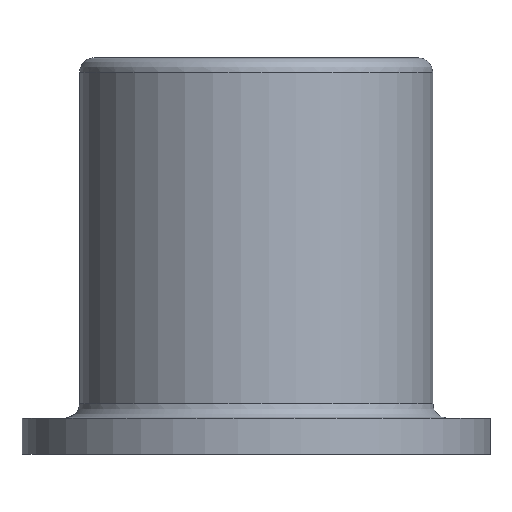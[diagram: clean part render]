
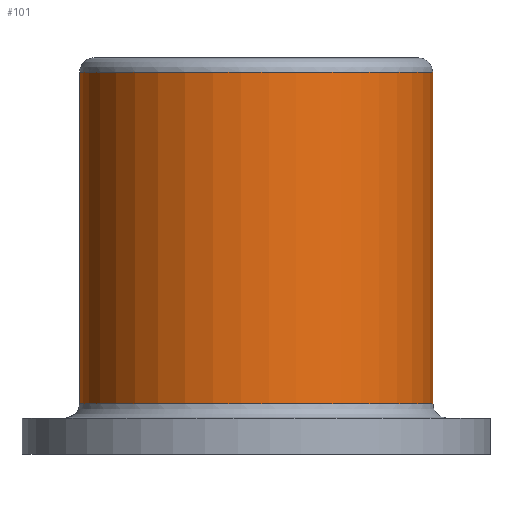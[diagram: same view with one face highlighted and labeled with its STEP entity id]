
A CAD part, front view. The second image highlights one B-rep face of the part: STEP entity #101.
In plain terms, the highlighted free-form (B-spline) face has degree [2, 1] with [7, 2] control points.
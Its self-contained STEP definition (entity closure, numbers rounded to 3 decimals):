
#101 = ADVANCED_FACE('',(#102),#134,.T.);
#102 = FACE_BOUND('',#103,.T.);
#103 = EDGE_LOOP('',(#104,#116,#123,#133));
#104 = ORIENTED_EDGE('',*,*,#105,.T.);
#105 = EDGE_CURVE('',#106,#106,#108,.T.);
#106 = VERTEX_POINT('',#107);
#107 = CARTESIAN_POINT('',(-2.478,0.,5.866));
#108 = ( BOUNDED_CURVE() B_SPLINE_CURVE(2,(#109,#110,#111,#112,#113,#114
,#115),.UNSPECIFIED.,.T.,.F.) B_SPLINE_CURVE_WITH_KNOTS((1,2,2,2,2,1),(
    -2.094,0.,2.094,4.189,6.283,
8.378),.UNSPECIFIED.) CURVE() GEOMETRIC_REPRESENTATION_ITEM() 
RATIONAL_B_SPLINE_CURVE((1.,0.5,1.,0.5,1.,0.5,1.)) REPRESENTATION_ITEM(
  '') );
#109 = CARTESIAN_POINT('',(-2.478,0.,5.866));
#110 = CARTESIAN_POINT('',(-2.478,4.292,5.866
    ));
#111 = CARTESIAN_POINT('',(1.239,2.146,5.866)
  );
#112 = CARTESIAN_POINT('',(4.956,0.,
    5.866));
#113 = CARTESIAN_POINT('',(1.239,-2.146,5.866
    ));
#114 = CARTESIAN_POINT('',(-2.478,-4.292,
    5.866));
#115 = CARTESIAN_POINT('',(-2.478,0.,5.866));
#116 = ORIENTED_EDGE('',*,*,#117,.T.);
#117 = EDGE_CURVE('',#106,#118,#120,.T.);
#118 = VERTEX_POINT('',#119);
#119 = CARTESIAN_POINT('',(-2.478,0.,1.214));
#120 = B_SPLINE_CURVE_WITH_KNOTS('',1,(#121,#122),.UNSPECIFIED.,.F.,.F.,
  (2,2),(-1.8,2.8),.PIECEWISE_BEZIER_KNOTS.);
#121 = CARTESIAN_POINT('',(-2.478,0.,5.866));
#122 = CARTESIAN_POINT('',(-2.478,0.,1.214));
#123 = ORIENTED_EDGE('',*,*,#124,.F.);
#124 = EDGE_CURVE('',#118,#118,#125,.T.);
#125 = ( BOUNDED_CURVE() B_SPLINE_CURVE(2,(#126,#127,#128,#129,#130,#131
,#132),.UNSPECIFIED.,.T.,.F.) B_SPLINE_CURVE_WITH_KNOTS((1,2,2,2,2,1),(
    -2.094,0.,2.094,4.189,6.283,
8.378),.UNSPECIFIED.) CURVE() GEOMETRIC_REPRESENTATION_ITEM() 
RATIONAL_B_SPLINE_CURVE((1.,0.5,1.,0.5,1.,0.5,1.)) REPRESENTATION_ITEM(
  '') );
#126 = CARTESIAN_POINT('',(-2.478,0.,1.214));
#127 = CARTESIAN_POINT('',(-2.478,4.292,1.214
    ));
#128 = CARTESIAN_POINT('',(1.239,2.146,1.214)
  );
#129 = CARTESIAN_POINT('',(4.956,0.,
    1.214));
#130 = CARTESIAN_POINT('',(1.239,-2.146,1.214
    ));
#131 = CARTESIAN_POINT('',(-2.478,-4.292,
    1.214));
#132 = CARTESIAN_POINT('',(-2.478,0.,1.214));
#133 = ORIENTED_EDGE('',*,*,#117,.F.);
#134 = ( BOUNDED_SURFACE() B_SPLINE_SURFACE(2,1,(
    (#135,#136)
    ,(#137,#138)
    ,(#139,#140)
    ,(#141,#142)
    ,(#143,#144)
    ,(#145,#146)
,(#147,#148
    )),.UNSPECIFIED.,.T.,.F.,.F.) B_SPLINE_SURFACE_WITH_KNOTS((1,2,2,2,2
    ,1),(2,2),(-2.094,0.,2.094,4.189,
    6.283,8.378),(-1.8,2.8),.UNSPECIFIED.) 
GEOMETRIC_REPRESENTATION_ITEM() RATIONAL_B_SPLINE_SURFACE((
    (1.,1.)
    ,(0.5,0.5)
    ,(1.,1.)
    ,(0.5,0.5)
    ,(1.,1.)
    ,(0.5,0.5)
,(1.,1.))) REPRESENTATION_ITEM('') SURFACE() );
#135 = CARTESIAN_POINT('',(-2.478,0.,5.866));
#136 = CARTESIAN_POINT('',(-2.478,0.,1.214));
#137 = CARTESIAN_POINT('',(-2.478,4.292,5.866
    ));
#138 = CARTESIAN_POINT('',(-2.478,4.292,1.214
    ));
#139 = CARTESIAN_POINT('',(1.239,2.146,5.866)
  );
#140 = CARTESIAN_POINT('',(1.239,2.146,1.214)
  );
#141 = CARTESIAN_POINT('',(4.956,0.,
    5.866));
#142 = CARTESIAN_POINT('',(4.956,0.,
    1.214));
#143 = CARTESIAN_POINT('',(1.239,-2.146,5.866
    ));
#144 = CARTESIAN_POINT('',(1.239,-2.146,1.214
    ));
#145 = CARTESIAN_POINT('',(-2.478,-4.292,
    5.866));
#146 = CARTESIAN_POINT('',(-2.478,-4.292,
    1.214));
#147 = CARTESIAN_POINT('',(-2.478,0.,5.866));
#148 = CARTESIAN_POINT('',(-2.478,0.,1.214));
